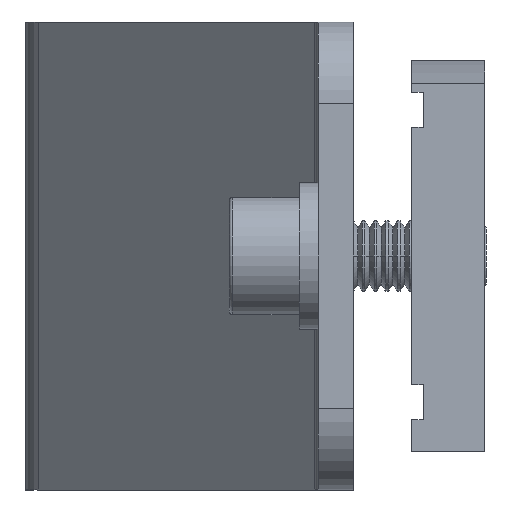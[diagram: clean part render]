
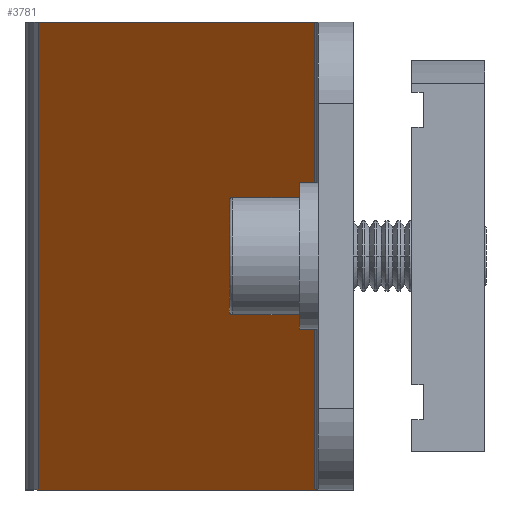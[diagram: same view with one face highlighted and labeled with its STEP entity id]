
A CAD part, left-side view. The second image highlights one B-rep face of the part: STEP entity #3781.
In plain terms, the highlighted planar face has unit normal (-0.69, 0.724, 0).
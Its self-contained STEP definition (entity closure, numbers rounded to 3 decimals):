
#88 = DIRECTION ( 'NONE',  ( 0., 0., 1. ) ) ;
#122 = DIRECTION ( 'NONE',  ( 0., 0., -1. ) ) ;
#193 = VECTOR ( 'NONE', #3407, 1000. ) ;
#441 = CARTESIAN_POINT ( 'NONE',  ( -15., 25., 20. ) ) ;
#697 = LINE ( 'NONE', #2823, #5296 ) ;
#1794 = CARTESIAN_POINT ( 'NONE',  ( -40.91, 0.277, -20. ) ) ;
#2011 = EDGE_CURVE ( 'NONE', #4450, #5042, #697, .T. ) ;
#2235 = CARTESIAN_POINT ( 'NONE',  ( -16.159, 23.894, 20. ) ) ;
#2551 = LINE ( 'NONE', #4768, #193 ) ;
#2586 = CARTESIAN_POINT ( 'NONE',  ( -16.159, 23.894, -20. ) ) ;
#2620 = PLANE ( 'NONE',  #4621 ) ;
#2636 = DIRECTION ( 'NONE',  ( 0.69, -0.723, 0. ) ) ;
#2648 = EDGE_CURVE ( 'NONE', #4381, #3486, #3015, .T. ) ;
#2823 = CARTESIAN_POINT ( 'NONE',  ( -40.91, 0.277, -20. ) ) ;
#2888 = VECTOR ( 'NONE', #4955, 1000. ) ;
#3015 = LINE ( 'NONE', #5109, #4857 ) ;
#3031 = LINE ( 'NONE', #441, #2888 ) ;
#3407 = DIRECTION ( 'NONE',  ( -0.723, -0.69, 0. ) ) ;
#3486 = VERTEX_POINT ( 'NONE', #2586 ) ;
#3781 = ADVANCED_FACE ( 'NONE', ( #4721 ), #2620, .F. ) ;
#3990 = ORIENTED_EDGE ( 'NONE', *, *, #5129, .T. ) ;
#4045 = ORIENTED_EDGE ( 'NONE', *, *, #2011, .T. ) ;
#4262 = CARTESIAN_POINT ( 'NONE',  ( -40.91, 0.277, 20. ) ) ;
#4381 = VERTEX_POINT ( 'NONE', #2235 ) ;
#4450 = VERTEX_POINT ( 'NONE', #1794 ) ;
#4621 = AXIS2_PLACEMENT_3D ( 'NONE', #4850, #2636, #5311 ) ;
#4721 = FACE_OUTER_BOUND ( 'NONE', #5810, .T. ) ;
#4768 = CARTESIAN_POINT ( 'NONE',  ( -15., 25., -20. ) ) ;
#4850 = CARTESIAN_POINT ( 'NONE',  ( -15., 25., 20. ) ) ;
#4857 = VECTOR ( 'NONE', #122, 1000. ) ;
#4945 = ORIENTED_EDGE ( 'NONE', *, *, #2648, .T. ) ;
#4955 = DIRECTION ( 'NONE',  ( -0.723, -0.69, 0. ) ) ;
#5042 = VERTEX_POINT ( 'NONE', #4262 ) ;
#5109 = CARTESIAN_POINT ( 'NONE',  ( -16.159, 23.894, 20. ) ) ;
#5129 = EDGE_CURVE ( 'NONE', #3486, #4450, #2551, .T. ) ;
#5296 = VECTOR ( 'NONE', #88, 1000. ) ;
#5303 = ORIENTED_EDGE ( 'NONE', *, *, #5739, .F. ) ;
#5311 = DIRECTION ( 'NONE',  ( 0.723, 0.69, 0. ) ) ;
#5739 = EDGE_CURVE ( 'NONE', #4381, #5042, #3031, .T. ) ;
#5810 = EDGE_LOOP ( 'NONE', ( #3990, #4045, #5303, #4945 ) ) ;
